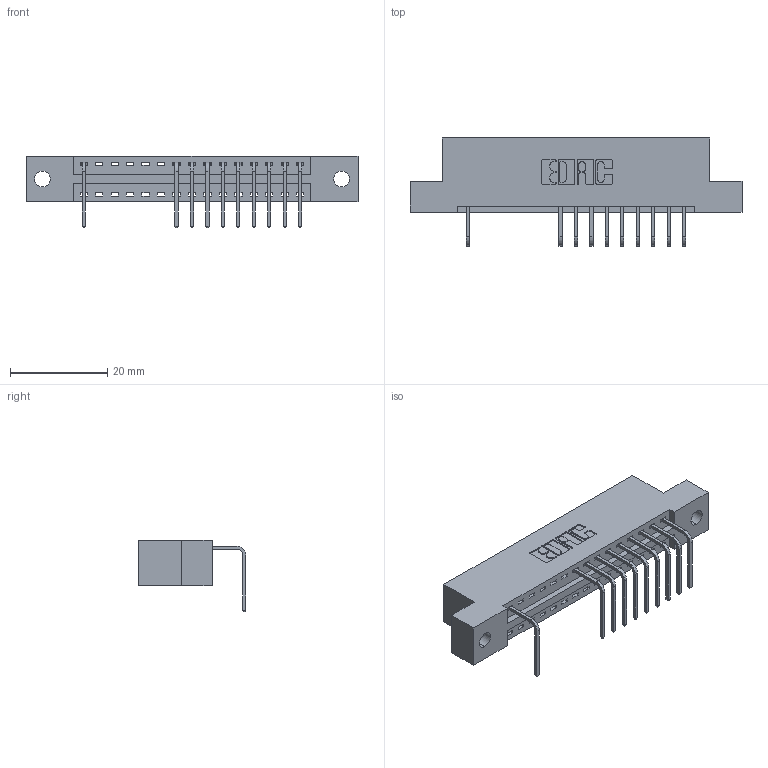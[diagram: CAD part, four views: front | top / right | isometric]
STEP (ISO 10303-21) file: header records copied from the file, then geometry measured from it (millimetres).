
FILE_DESCRIPTION (( 'STEP AP203' ), '1' );
FILE_NAME ('346-015-558-102.STEP', '2018-08-20T03:03:59', ( '' ), ( '' ), 'SwSTEP 2.0', 'SolidWorks 2016', '' );
FILE_SCHEMA (( 'CONFIG_CONTROL_DESIGN' ));
Length unit declared in the file: inch
Products named in the file (3): 345-292-001_558 Tail - 2; 346-015-558-102; 346 Part_Flush Mounting Lugs - 0.128 Dia
Assembly tree (11 placements, depth 2):
  346-015-558-102
    346 Part_Flush Mounting Lugs - 0.128 Dia
    345-292-001_558 Tail - 2  x10
Bounding box: 68.2 x 22.16 x 14.73 mm (x, y, z)
Volume: 6281.6 mm3; surface area: 7179.7 mm2
Topology: 11 solids, 11 shells, 782 faces, 2359 edges, 1558 vertices
Faces by surface type: plane 546, cylinder 236
Entity records: 12871 total; most frequent: CARTESIAN_POINT 2244, ORIENTED_EDGE 2198, DIRECTION 2007, EDGE_CURVE 1099, LINE 907, VECTOR 907, VERTEX_POINT 730, AXIS2_PLACEMENT_3D 550
